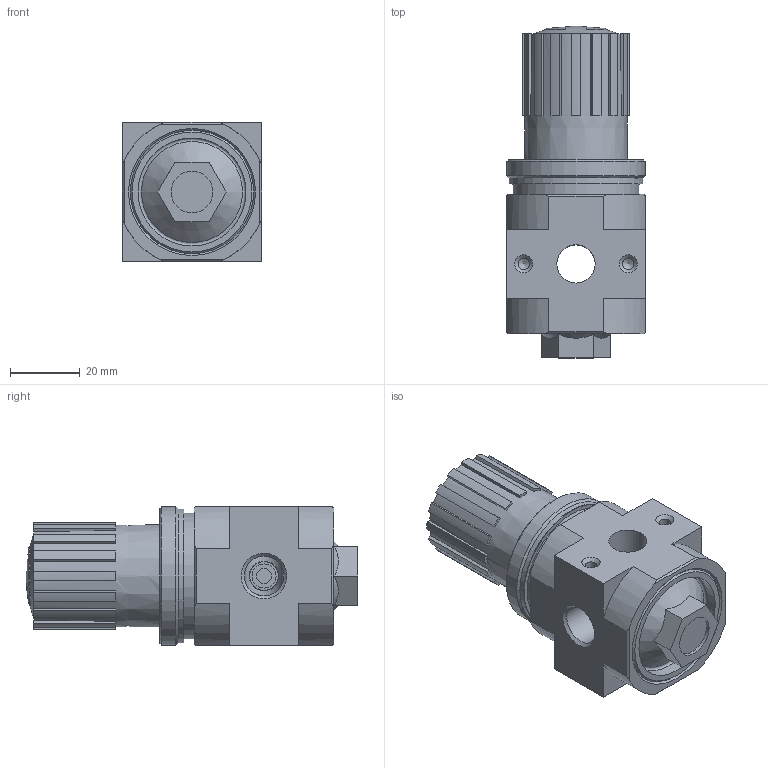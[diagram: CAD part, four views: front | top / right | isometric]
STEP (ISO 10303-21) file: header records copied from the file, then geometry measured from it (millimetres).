
FILE_DESCRIPTION(/* description */ ('STEP AP214'),/* implementation_level */ '2;1');
FILE_NAME(/* name */ '197534_LRB-D-7-O-MINI',/* time_stamp */ '2024-09-04T22:49:08+02:00',/* author */ ('License CC BY-ND 4.0'),/* organization */ ('CADENAS'),/* preprocessor_version */ 'ST-DEVELOPER v19.3',/* originating_system */ 'PARTsolutions',/* authorisation */ ' ');
FILE_SCHEMA (('AUTOMOTIVE_DESIGN {1 0 10303 214 3 1 1}'));
Length unit declared in the file: millimetre
Products named in the file (4): 197534 LRB-D-7-O-MINI---(0); 197534 LRB-D-7-O-MINI---(0-Geh); 398011 LRVS-D-MINI M36x1.5; 373845 LR-MINI
Assembly tree (3 placements, depth 2):
  197534 LRB-D-7-O-MINI---(0)
    197534 LRB-D-7-O-MINI---(0-Geh)
    398011 LRVS-D-MINI M36x1.5
    373845 LR-MINI
Bounding box: 40 x 95.4 x 40 mm (x, y, z)
Volume: 90947.4 mm3; surface area: 21092.5 mm2
Topology: 3 solids, 3 shells, 210 faces, 541 edges, 353 vertices
Faces by surface type: plane 129, cylinder 50, cone 22, sphere 5, torus 4
Full cylindrical faces by diameter (mm): 3.242 x4, 4.3 x1, 6.9 x1, 8.2 x1, 8.566 x1, 9.728 x1, 11 x1, 11.445 x1, 12 x1, 12.2 x1, 15.8 x1, 24.9 x1, 26.9 x1, 31 x1, 33.9 x1, 34.376 x1, 36 x1, 38.5 x1, 39.8 x1
Entity records: 7600 total; most frequent: CARTESIAN_POINT 1210, DIRECTION 1094, ORIENTED_EDGE 956, EDGE_CURVE 478, AXIS2_PLACEMENT_3D 443, VERTEX_POINT 344, FACE_BOUND 288, EDGE_LOOP 284
